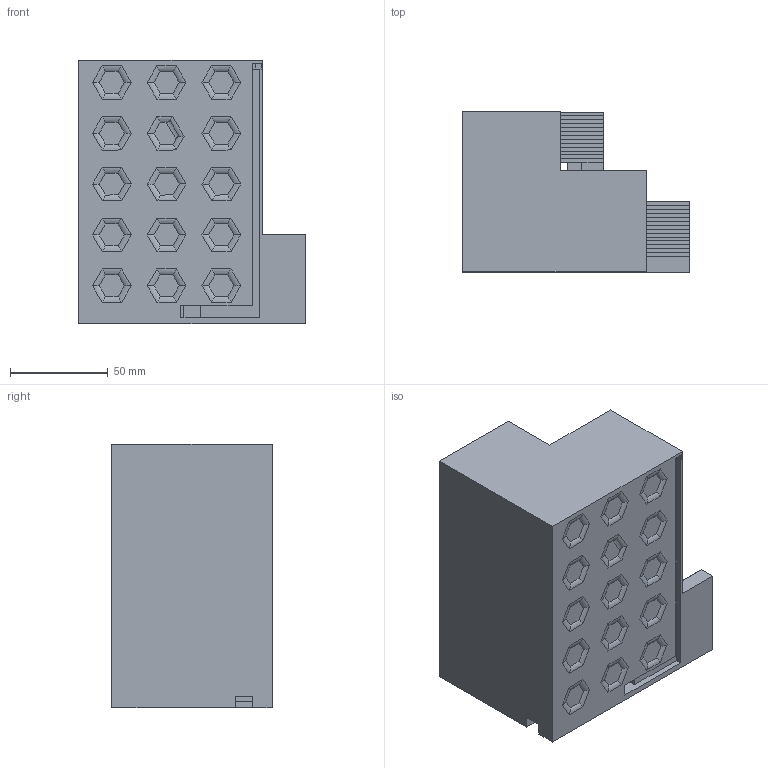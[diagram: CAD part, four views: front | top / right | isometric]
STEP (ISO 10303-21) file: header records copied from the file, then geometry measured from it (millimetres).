
FILE_DESCRIPTION(/* description */ (''),/* implementation_level */ '2;1');
FILE_NAME(/* name */ 'погнали.stp',/* time_stamp */ '2021-07-09T15:57:05+03:00',/* author */ ('Technospark_12'),/* organization */ (''),/* preprocessor_version */ 'ST-DEVELOPER v18',/* originating_system */ 'Autodesk Inventor 2020',/* authorisation */ '');
FILE_SCHEMA (('AUTOMOTIVE_DESIGN { 1 0 10303 214 3 1 1 }'));
Length unit declared in the file: millimetre
Products named in the file (1): погнали
Bounding box: 116 x 82 x 135 mm (x, y, z)
Volume: 365156.6 mm3; surface area: 108338.5 mm2
Topology: 1 solids, 1 shells, 274 faces, 760 edges, 506 vertices
Faces by surface type: plane 183, cylinder 91
Entity records: 8726 total; most frequent: CARTESIAN_POINT 1558, ORIENTED_EDGE 1518, DIRECTION 1397, EDGE_CURVE 759, LINE 667, VECTOR 667, VERTEX_POINT 504, AXIS2_PLACEMENT_3D 365
